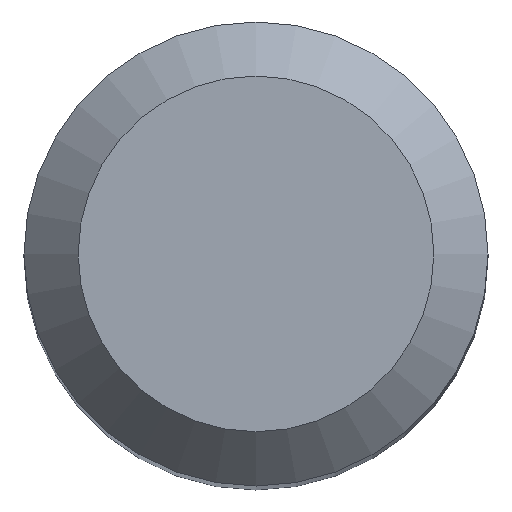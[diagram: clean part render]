
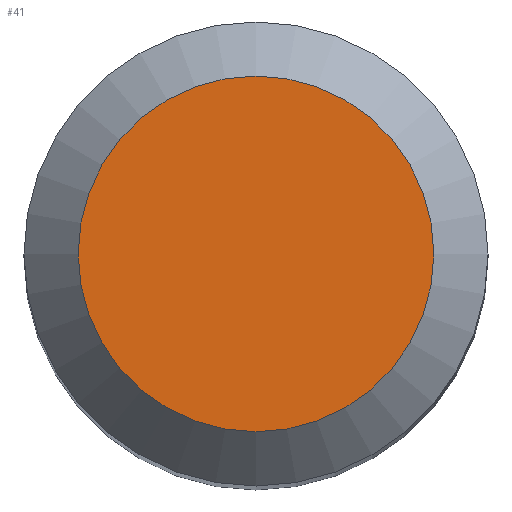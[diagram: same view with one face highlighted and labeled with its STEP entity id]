
A CAD part, top view. The second image highlights one B-rep face of the part: STEP entity #41.
In plain terms, the highlighted planar face has unit normal (0, 0, 1).
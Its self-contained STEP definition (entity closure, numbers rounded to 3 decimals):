
#41 = ADVANCED_FACE ( 'NONE', ( #255 ), #89, .F. ) ;
#49 = CARTESIAN_POINT ( 'NONE',  ( 0., 0., 66. ) ) ;
#83 = CARTESIAN_POINT ( 'NONE',  ( 0., 0., 66. ) ) ;
#89 = PLANE ( 'NONE',  #139 ) ;
#114 = EDGE_LOOP ( 'NONE', ( #151 ) ) ;
#139 = AXIS2_PLACEMENT_3D ( 'NONE', #83, #145, #239 ) ;
#145 = DIRECTION ( 'NONE',  ( 0., 0., -1. ) ) ;
#148 = AXIS2_PLACEMENT_3D ( 'NONE', #49, #245, #227 ) ;
#151 = ORIENTED_EDGE ( 'NONE', *, *, #244, .F. ) ;
#181 = VERTEX_POINT ( 'NONE', #202 ) ;
#202 = CARTESIAN_POINT ( 'NONE',  ( 0., 2.3, 66. ) ) ;
#222 = CIRCLE ( 'NONE', #148, 2.3 ) ;
#227 = DIRECTION ( 'NONE',  ( 0., 1., 0. ) ) ;
#239 = DIRECTION ( 'NONE',  ( 0., 1., 0. ) ) ;
#244 = EDGE_CURVE ( 'NONE', #181, #181, #222, .T. ) ;
#245 = DIRECTION ( 'NONE',  ( 0., 0., -1. ) ) ;
#255 = FACE_OUTER_BOUND ( 'NONE', #114, .T. ) ;
